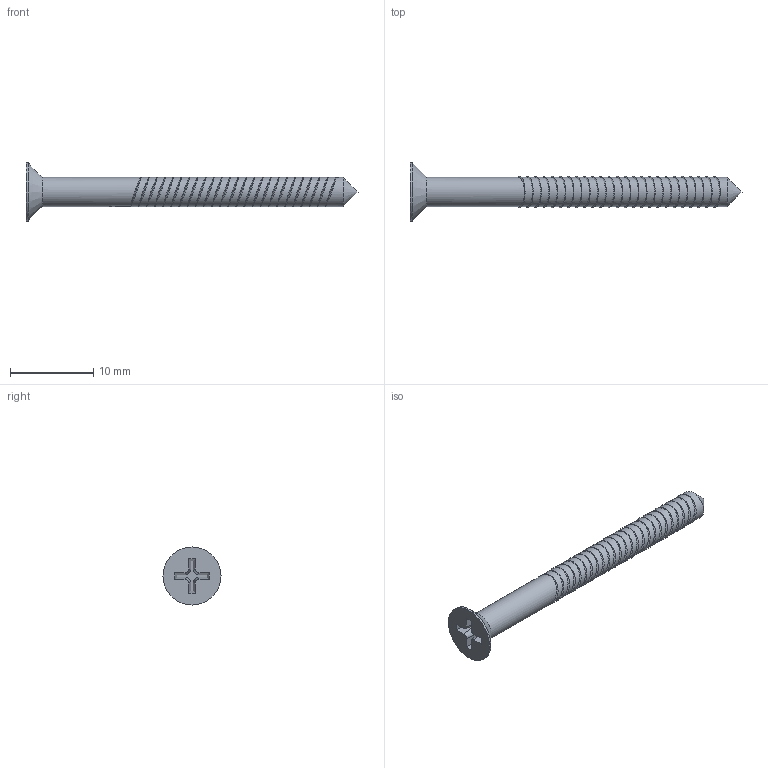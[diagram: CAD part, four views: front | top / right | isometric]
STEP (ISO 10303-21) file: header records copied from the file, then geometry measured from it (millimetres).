
FILE_DESCRIPTION (( 'STEP AP203' ), '1' );
FILE_NAME ('screw_gb_t_951_3_5x40.STEP', '2026-01-20T11:21:54', ( '' ), ( '' ), 'SwSTEP 2.0', 'SolidWorks 2024', '' );
FILE_SCHEMA (( 'CONFIG_CONTROL_DESIGN' ));
Length unit declared in the file: millimetre
Products named in the file (1): screw_gb_t_951_3_5x40
Bounding box: 40 x 7 x 7 mm (x, y, z)
Volume: 390.1 mm3; surface area: 545.3 mm2
Topology: 1 solids, 1 shells, 97 faces, 233 edges, 138 vertices
Faces by surface type: cone 56, cylinder 27, plane 14
Full cylindrical faces by diameter (mm): 3.5 x26, 7 x1
Entity records: 11515 total; most frequent: CARTESIAN_POINT 9786, DIRECTION 310, ORIENTED_EDGE 254, EDGE_LOOP 176, AXIS2_PLACEMENT_3D 135, EDGE_CURVE 127, FACE_OUTER_BOUND 124, VERTEX_POINT 111
